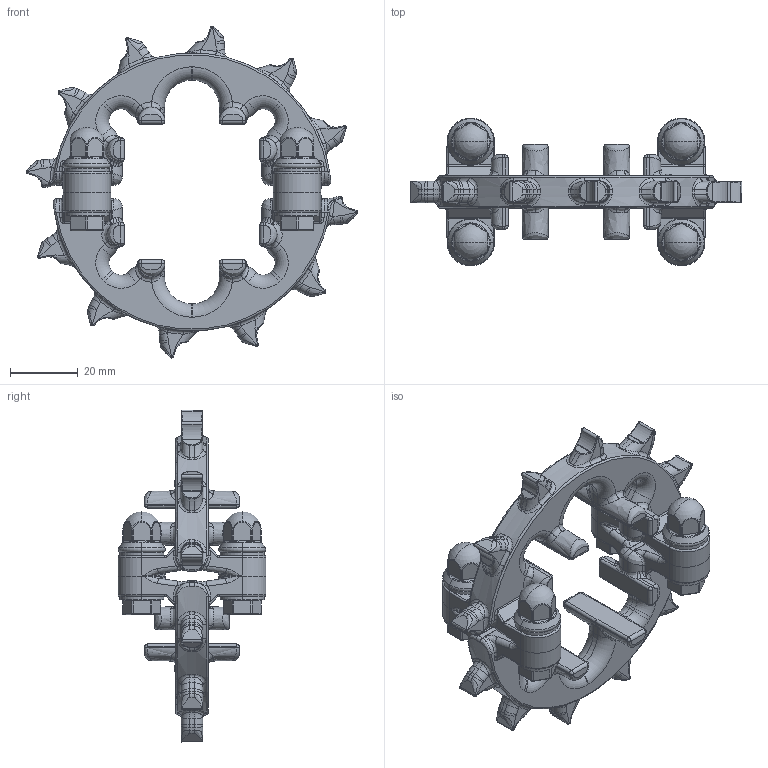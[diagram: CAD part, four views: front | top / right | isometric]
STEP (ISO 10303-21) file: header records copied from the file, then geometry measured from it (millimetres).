
FILE_DESCRIPTION((''),'2;1');
FILE_NAME('UNI_2P-HYG_S-MPB_Z12_T1_40_ASM','2019-06-13T07:49:18',('MTH'),(''),'CREO PARAMETRIC BY PTC INC, 2019030','CREO PARAMETRIC BY PTC INC, 2019030','');
FILE_SCHEMA(('AUTOMOTIVE_DESIGN { 1 0 10303 214 1 1 1 1 }'));
Products named in the file (5): T0512; WASHER; DIN931_M6_A4; DOME_ISO1587_M6; UNI_2P-HYG_S-MPB_Z12_T1_40_ASM
Assembly tree (18 placements, depth 2):
  UNI_2P-HYG_S-MPB_Z12_T1_40_ASM
    T0512  x2
    WASHER  x8
    DIN931_M6_A4  x4
    DOME_ISO1587_M6  x4
Bounding box: 97.87 x 43.6 x 97.87 mm (x, y, z)
Volume: 51387.3 mm3; surface area: 28580.8 mm2
Topology: 18 solids, 22 shells, 2080 faces, 5052 edges, 3036 vertices
Faces by surface type: bspline 850, cylinder 644, plane 300, torus 234, cone 40, sphere 12
Entity records: 78834 total; most frequent: CARTESIAN_POINT 47382, ORIENTED_EDGE 4090, DIRECTION 3547, PRESENTATION_STYLE_ASSIGNMENT 2679, STYLED_ITEM 2679, EDGE_CURVE 2047, CURVE_STYLE 1924, AXIS2_PLACEMENT_3D 1499
